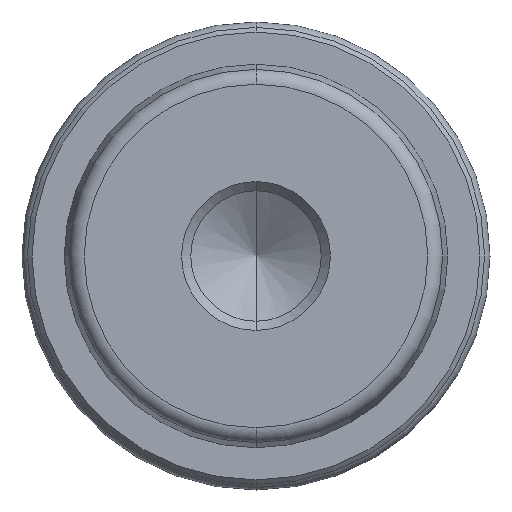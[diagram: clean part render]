
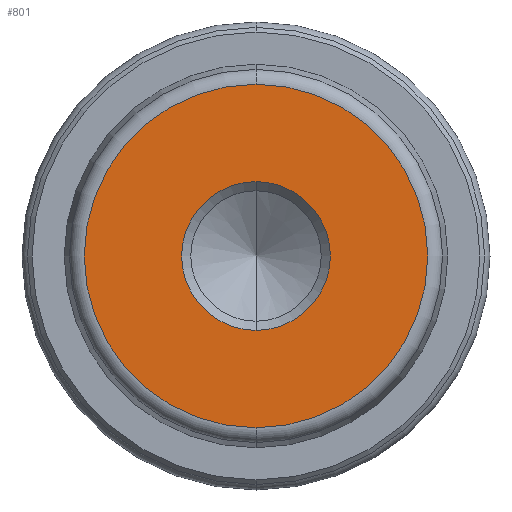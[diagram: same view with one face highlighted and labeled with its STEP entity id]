
A CAD part, front view. The second image highlights one B-rep face of the part: STEP entity #801.
In plain terms, the highlighted planar face has unit normal (0, -1, 0).
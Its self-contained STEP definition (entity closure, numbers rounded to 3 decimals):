
#46 = AXIS2_PLACEMENT_3D ( 'NONE', #613, #597, #505 ) ;
#66 = EDGE_LOOP ( 'NONE', ( #787, #1475 ) ) ;
#86 = CIRCLE ( 'NONE', #46, 11.197 ) ;
#103 = VERTEX_POINT ( 'NONE', #782 ) ;
#106 = VERTEX_POINT ( 'NONE', #461 ) ;
#148 = EDGE_CURVE ( 'NONE', #103, #269, #659, .T. ) ;
#225 = AXIS2_PLACEMENT_3D ( 'NONE', #1474, #1178, #1061 ) ;
#232 = DIRECTION ( 'NONE',  ( 0., 0., -1. ) ) ;
#248 = AXIS2_PLACEMENT_3D ( 'NONE', #1097, #1108, #1119 ) ;
#269 = VERTEX_POINT ( 'NONE', #1015 ) ;
#293 = EDGE_CURVE ( 'NONE', #269, #103, #1400, .T. ) ;
#323 = CIRCLE ( 'NONE', #248, 11.197 ) ;
#350 = DIRECTION ( 'NONE',  ( 0., -1., 0. ) ) ;
#395 = AXIS2_PLACEMENT_3D ( 'NONE', #1060, #350, #232 ) ;
#461 = CARTESIAN_POINT ( 'NONE',  ( 0., 0., 11.197 ) ) ;
#485 = VERTEX_POINT ( 'NONE', #1378 ) ;
#505 = DIRECTION ( 'NONE',  ( 0., 0., -1. ) ) ;
#512 = CARTESIAN_POINT ( 'NONE',  ( 0., 0., 0. ) ) ;
#535 = DIRECTION ( 'NONE',  ( 0., -1., 0. ) ) ;
#597 = DIRECTION ( 'NONE',  ( 0., -1., 0. ) ) ;
#602 = DIRECTION ( 'NONE',  ( 0., 0., -1. ) ) ;
#609 = FACE_OUTER_BOUND ( 'NONE', #783, .T. ) ;
#613 = CARTESIAN_POINT ( 'NONE',  ( 0., 0., 0. ) ) ;
#659 = CIRCLE ( 'NONE', #1056, 4.85 ) ;
#782 = CARTESIAN_POINT ( 'NONE',  ( 0., 0., 4.85 ) ) ;
#783 = EDGE_LOOP ( 'NONE', ( #1024, #1011 ) ) ;
#787 = ORIENTED_EDGE ( 'NONE', *, *, #293, .F. ) ;
#801 = ADVANCED_FACE ( 'NONE', ( #609, #1023 ), #1484, .T. ) ;
#937 = EDGE_CURVE ( 'NONE', #485, #106, #86, .T. ) ;
#1011 = ORIENTED_EDGE ( 'NONE', *, *, #1192, .T. ) ;
#1015 = CARTESIAN_POINT ( 'NONE',  ( 0., 0., -4.85 ) ) ;
#1023 = FACE_BOUND ( 'NONE', #66, .T. ) ;
#1024 = ORIENTED_EDGE ( 'NONE', *, *, #937, .T. ) ;
#1056 = AXIS2_PLACEMENT_3D ( 'NONE', #512, #535, #602 ) ;
#1060 = CARTESIAN_POINT ( 'NONE',  ( 0., 0., 0. ) ) ;
#1061 = DIRECTION ( 'NONE',  ( 0., 0., -1. ) ) ;
#1097 = CARTESIAN_POINT ( 'NONE',  ( 0., 0., 0. ) ) ;
#1108 = DIRECTION ( 'NONE',  ( 0., -1., 0. ) ) ;
#1119 = DIRECTION ( 'NONE',  ( 0., 0., -1. ) ) ;
#1178 = DIRECTION ( 'NONE',  ( 0., -1., 0. ) ) ;
#1192 = EDGE_CURVE ( 'NONE', #106, #485, #323, .T. ) ;
#1378 = CARTESIAN_POINT ( 'NONE',  ( 0., 0., -11.197 ) ) ;
#1400 = CIRCLE ( 'NONE', #395, 4.85 ) ;
#1474 = CARTESIAN_POINT ( 'NONE',  ( 4.85, 0., 0. ) ) ;
#1475 = ORIENTED_EDGE ( 'NONE', *, *, #148, .F. ) ;
#1484 = PLANE ( 'NONE',  #225 ) ;
